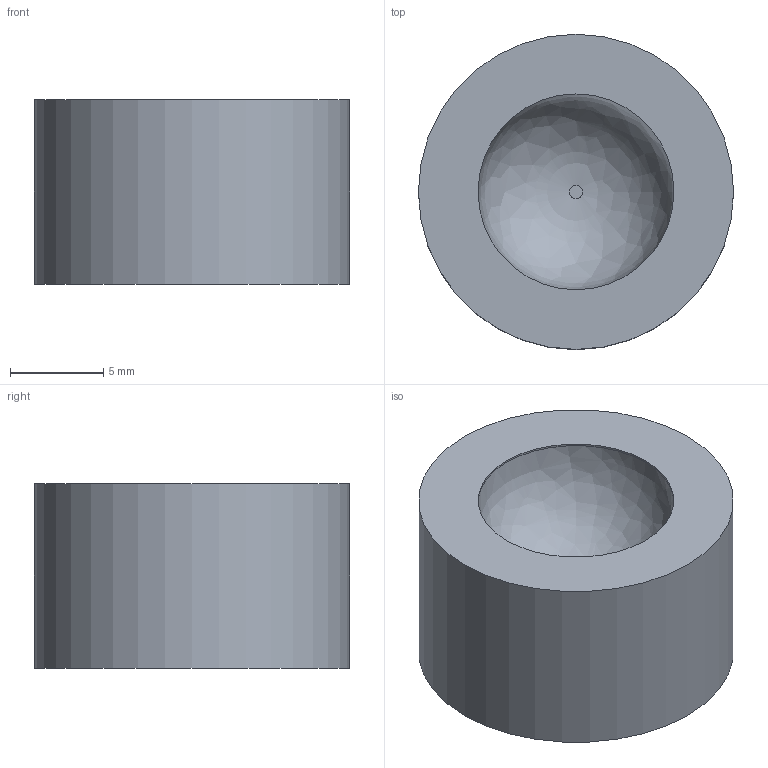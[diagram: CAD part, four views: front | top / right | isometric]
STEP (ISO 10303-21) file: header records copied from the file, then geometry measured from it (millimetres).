
FILE_DESCRIPTION(/* description */ (''),/* implementation_level */ '2;1');
FILE_NAME(/* name */ 'pivot bushings.step',/* time_stamp */ '2024-09-29T17:09:18+02:00',/* author */ (''),/* organization */ (''),/* preprocessor_version */ 'ST-DEVELOPER v20',/* originating_system */ 'Autodesk Translation Framework v13.20.0.188',/* authorisation */ '');
FILE_SCHEMA (('AUTOMOTIVE_DESIGN { 1 0 10303 214 3 1 1 }'));
Length unit declared in the file: millimetre
Products named in the file (1): Pin Gummi
Bounding box: 16.9 x 16.9 x 9.9 mm (x, y, z)
Volume: 1922 mm3; surface area: 1059.4 mm2
Topology: 1 solids, 1 shells, 6 faces, 8 edges, 5 vertices
Faces by surface type: plane 3, cylinder 2, bspline 1
Full cylindrical faces by diameter (mm): 10.5 x1, 16.9 x1
Entity records: 192 total; most frequent: CARTESIAN_POINT 46, DIRECTION 26, ORIENTED_EDGE 16, AXIS2_PLACEMENT_3D 12, EDGE_CURVE 8, EDGE_LOOP 7, FACE_OUTER_BOUND 6, CIRCLE 6
